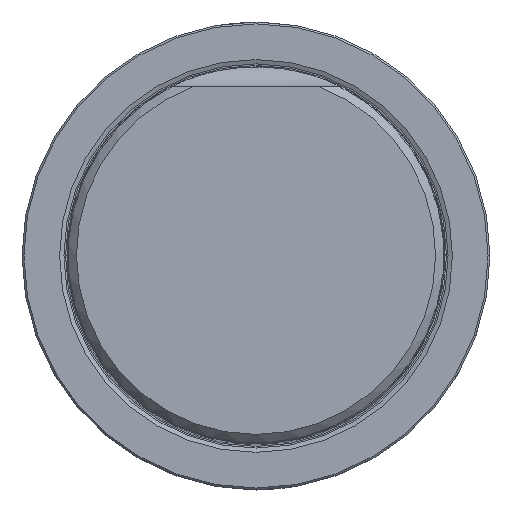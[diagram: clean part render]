
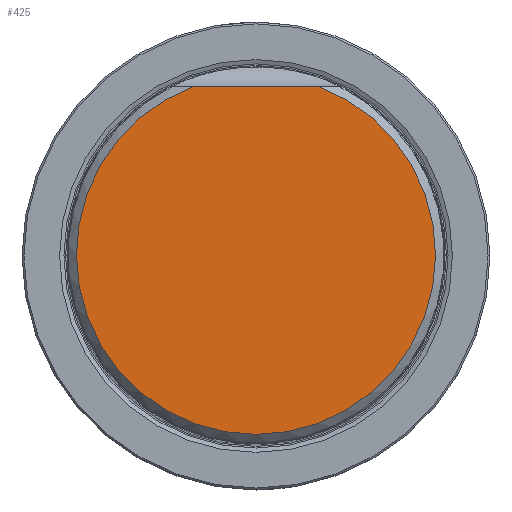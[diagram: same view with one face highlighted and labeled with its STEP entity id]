
A CAD part, top view. The second image highlights one B-rep face of the part: STEP entity #425.
In plain terms, the highlighted planar face has unit normal (0, 0, 1).
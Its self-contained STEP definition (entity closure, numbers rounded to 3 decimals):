
#316=PLANE('',#4457);
#425=ADVANCED_FACE('CU_SU_1',(#714),#316,.F.);
#714=FACE_OUTER_BOUND('',#944,.T.);
#944=EDGE_LOOP('',(#2089,#2090));
#1203=CIRCLE('',#4456,18.996);
#1325=LINE('',#6739,#1544);
#1544=VECTOR('',#5043,1.);
#2089=ORIENTED_EDGE('',*,*,#3671,.F.);
#2090=ORIENTED_EDGE('',*,*,#3672,.F.);
#3248=VERTEX_POINT('',#6737);
#3249=VERTEX_POINT('',#6738);
#3671=EDGE_CURVE('',#3248,#3249,#1203,.T.);
#3672=EDGE_CURVE('',#3249,#3248,#1325,.T.);
#4456=AXIS2_PLACEMENT_3D('',#6736,#5041,#5042);
#4457=AXIS2_PLACEMENT_3D('',#6740,#5044,#5045);
#5041=DIRECTION('',(0.,0.,-1.));
#5042=DIRECTION('',(0.,-1.,0.));
#5043=DIRECTION('',(1.,0.,0.));
#5044=DIRECTION('',(0.,0.,-1.));
#5045=DIRECTION('',(0.,-1.,0.));
#6736=CARTESIAN_POINT('',(0.,0.,70.));
#6737=CARTESIAN_POINT('',(6.623,17.804,70.));
#6738=CARTESIAN_POINT('',(-6.623,17.804,70.));
#6739=CARTESIAN_POINT('',(-19.996,17.804,70.));
#6740=CARTESIAN_POINT('',(0.,0.,70.));
